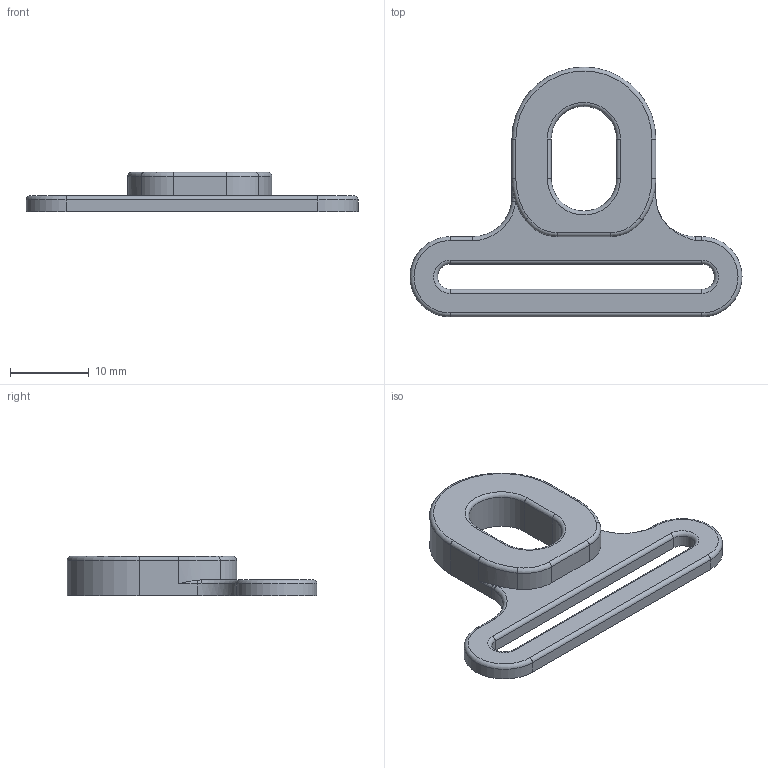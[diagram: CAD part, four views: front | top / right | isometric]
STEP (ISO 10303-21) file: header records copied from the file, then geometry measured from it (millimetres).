
FILE_DESCRIPTION(/* description */ (''),/* implementation_level */ '2;1');
FILE_NAME(/* name */ 'bed expansion mount.step',/* time_stamp */ '2022-10-29T02:10:57+08:00',/* author */ (''),/* organization */ (''),/* preprocessor_version */ 'ST-DEVELOPER v19.2',/* originating_system */ 'Autodesk Translation Framework v11.17.0.187',/* authorisation */ '');
FILE_SCHEMA (('AUTOMOTIVE_DESIGN { 1 0 10303 214 3 1 1 }'));
Length unit declared in the file: millimetre
Products named in the file (1): expansion bed mount
Bounding box: 42.2 x 31.75 x 5 mm (x, y, z)
Volume: 1863.3 mm3; surface area: 1869.2 mm2
Topology: 1 solids, 1 shells, 51 faces, 123 edges, 74 vertices
Faces by surface type: cylinder 24, torus 14, plane 13
Entity records: 1549 total; most frequent: DIRECTION 288, CARTESIAN_POINT 274, ORIENTED_EDGE 246, EDGE_CURVE 123, AXIS2_PLACEMENT_3D 116, VERTEX_POINT 74, CIRCLE 64, LINE 56
